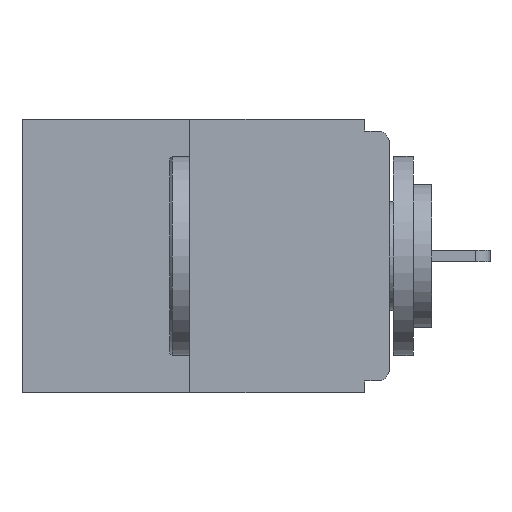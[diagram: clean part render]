
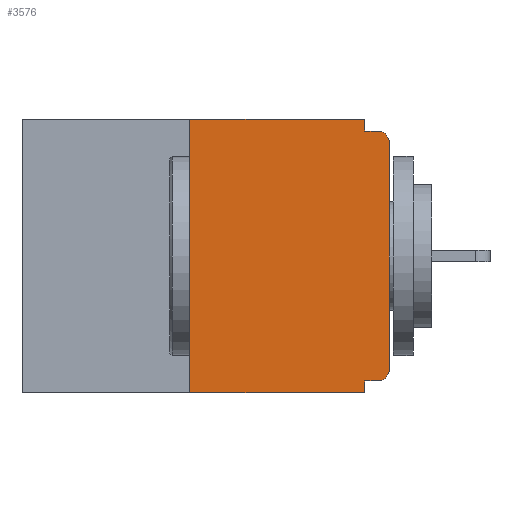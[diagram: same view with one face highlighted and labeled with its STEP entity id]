
A CAD part, left-side view. The second image highlights one B-rep face of the part: STEP entity #3576.
In plain terms, the highlighted planar face has unit normal (-1, 0, 0).
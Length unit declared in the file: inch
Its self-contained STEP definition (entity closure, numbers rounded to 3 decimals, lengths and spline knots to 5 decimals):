
#44 = VERTEX_POINT ( 'NONE', #3495 ) ;
#148 = ORIENTED_EDGE ( 'NONE', *, *, #2457, .F. ) ;
#193 = ORIENTED_EDGE ( 'NONE', *, *, #1648, .F. ) ;
#252 = ORIENTED_EDGE ( 'NONE', *, *, #1256, .T. ) ;
#465 = ORIENTED_EDGE ( 'NONE', *, *, #10975, .T. ) ;
#548 = ORIENTED_EDGE ( 'NONE', *, *, #4969, .T. ) ;
#833 = VECTOR ( 'NONE', #3799, 39.37008 ) ;
#846 = LINE ( 'NONE', #9695, #833 ) ;
#849 = ORIENTED_EDGE ( 'NONE', *, *, #2779, .F. ) ;
#865 = CARTESIAN_POINT ( 'NONE',  ( 0., 0.46, 0. ) ) ;
#924 = ORIENTED_EDGE ( 'NONE', *, *, #2414, .F. ) ;
#955 = ORIENTED_EDGE ( 'NONE', *, *, #2326, .T. ) ;
#1205 = ORIENTED_EDGE ( 'NONE', *, *, #2322, .F. ) ;
#1256 = EDGE_CURVE ( 'NONE', #7309, #7266, #8622, .T. ) ;
#1267 = ORIENTED_EDGE ( 'NONE', *, *, #1554, .F. ) ;
#1273 = AXIS2_PLACEMENT_3D ( 'NONE', #10133, #9180, #10401 ) ;
#1554 = EDGE_CURVE ( 'NONE', #5779, #5453, #6704, .T. ) ;
#1648 = EDGE_CURVE ( 'NONE', #44, #7266, #6176, .T. ) ;
#1817 = VERTEX_POINT ( 'NONE', #3934 ) ;
#1911 = DIRECTION ( 'NONE',  ( 0., -1., 0. ) ) ;
#2322 = EDGE_CURVE ( 'NONE', #6619, #5779, #3419, .T. ) ;
#2326 = EDGE_CURVE ( 'NONE', #6619, #10794, #3248, .T. ) ;
#2414 = EDGE_CURVE ( 'NONE', #2954, #10794, #2833, .T. ) ;
#2457 = EDGE_CURVE ( 'NONE', #5453, #44, #2656, .T. ) ;
#2460 = DIRECTION ( 'NONE',  ( -1., 0., 0. ) ) ;
#2656 = LINE ( 'NONE', #5804, #2796 ) ;
#2779 = EDGE_CURVE ( 'NONE', #9252, #2954, #846, .T. ) ;
#2796 = VECTOR ( 'NONE', #9063, 39.37008 ) ;
#2833 = LINE ( 'NONE', #5227, #2860 ) ;
#2860 = VECTOR ( 'NONE', #5506, 39.37008 ) ;
#2898 = CARTESIAN_POINT ( 'NONE',  ( 0., 0.015, -0.03 ) ) ;
#2954 = VERTEX_POINT ( 'NONE', #9112 ) ;
#3217 = VECTOR ( 'NONE', #10176, 39.37008 ) ;
#3236 = VECTOR ( 'NONE', #1911, 39.37008 ) ;
#3247 = VECTOR ( 'NONE', #5197, 39.37008 ) ;
#3248 = LINE ( 'NONE', #6580, #3236 ) ;
#3419 = LINE ( 'NONE', #5078, #3247 ) ;
#3495 = CARTESIAN_POINT ( 'NONE',  ( 0., 0.031, -0.015 ) ) ;
#3576 = ADVANCED_FACE ( 'NONE', ( #10741 ), #5361, .F. ) ;
#3677 = CARTESIAN_POINT ( 'NONE',  ( 0., 0., -0.015 ) ) ;
#3799 = DIRECTION ( 'NONE',  ( 0., 1., 0. ) ) ;
#3840 = LINE ( 'NONE', #10986, #3217 ) ;
#3904 = AXIS2_PLACEMENT_3D ( 'NONE', #865, #5956, #6085 ) ;
#3934 = CARTESIAN_POINT ( 'NONE',  ( 0., 0., -0.313 ) ) ;
#4285 = EDGE_LOOP ( 'NONE', ( #1267, #1205, #955, #924, #849, #548, #465, #252, #193, #148 ) ) ;
#4922 = CARTESIAN_POINT ( 'NONE',  ( 0., 0.25, 0. ) ) ;
#4969 = EDGE_CURVE ( 'NONE', #9252, #1817, #9088, .T. ) ;
#5078 = CARTESIAN_POINT ( 'NONE',  ( 0., 0.25, 0. ) ) ;
#5197 = DIRECTION ( 'NONE',  ( 0., 0., 1. ) ) ;
#5227 = CARTESIAN_POINT ( 'NONE',  ( 0., 0.031, -0.343 ) ) ;
#5361 = PLANE ( 'NONE',  #3904 ) ;
#5453 = VERTEX_POINT ( 'NONE', #7704 ) ;
#5506 = DIRECTION ( 'NONE',  ( 0., 0., -1. ) ) ;
#5779 = VERTEX_POINT ( 'NONE', #4922 ) ;
#5804 = CARTESIAN_POINT ( 'NONE',  ( 0., 0.031, 0. ) ) ;
#5956 = DIRECTION ( 'NONE',  ( 1., 0., 0. ) ) ;
#6021 = CARTESIAN_POINT ( 'NONE',  ( 0., 0.031, -0.343 ) ) ;
#6059 = VECTOR ( 'NONE', #7089, 39.37008 ) ;
#6085 = DIRECTION ( 'NONE',  ( 0., 0., -1. ) ) ;
#6176 = LINE ( 'NONE', #3677, #6059 ) ;
#6580 = CARTESIAN_POINT ( 'NONE',  ( 0., 0.46, -0.343 ) ) ;
#6591 = VECTOR ( 'NONE', #7427, 39.37008 ) ;
#6619 = VERTEX_POINT ( 'NONE', #7926 ) ;
#6704 = LINE ( 'NONE', #9974, #6591 ) ;
#7089 = DIRECTION ( 'NONE',  ( 0., -1., 0. ) ) ;
#7266 = VERTEX_POINT ( 'NONE', #10864 ) ;
#7309 = VERTEX_POINT ( 'NONE', #9792 ) ;
#7427 = DIRECTION ( 'NONE',  ( 0., -1., 0. ) ) ;
#7704 = CARTESIAN_POINT ( 'NONE',  ( 0., 0.031, 0. ) ) ;
#7926 = CARTESIAN_POINT ( 'NONE',  ( 0., 0.25, -0.343 ) ) ;
#8622 = CIRCLE ( 'NONE', #9863, 0.015 ) ;
#9063 = DIRECTION ( 'NONE',  ( 0., 0., -1. ) ) ;
#9088 = CIRCLE ( 'NONE', #1273, 0.015 ) ;
#9112 = CARTESIAN_POINT ( 'NONE',  ( 0., 0.031, -0.328 ) ) ;
#9180 = DIRECTION ( 'NONE',  ( -1., 0., 0. ) ) ;
#9252 = VERTEX_POINT ( 'NONE', #9901 ) ;
#9695 = CARTESIAN_POINT ( 'NONE',  ( 0., 0., -0.328 ) ) ;
#9792 = CARTESIAN_POINT ( 'NONE',  ( 0., 0., -0.03 ) ) ;
#9863 = AXIS2_PLACEMENT_3D ( 'NONE', #2898, #2460, #10128 ) ;
#9901 = CARTESIAN_POINT ( 'NONE',  ( 0., 0.015, -0.328 ) ) ;
#9974 = CARTESIAN_POINT ( 'NONE',  ( 0., 0.46, 0. ) ) ;
#10128 = DIRECTION ( 'NONE',  ( 0., 0., -1. ) ) ;
#10133 = CARTESIAN_POINT ( 'NONE',  ( 0., 0.015, -0.313 ) ) ;
#10176 = DIRECTION ( 'NONE',  ( 0., 0., 1. ) ) ;
#10401 = DIRECTION ( 'NONE',  ( 0., 0., -1. ) ) ;
#10741 = FACE_OUTER_BOUND ( 'NONE', #4285, .T. ) ;
#10794 = VERTEX_POINT ( 'NONE', #6021 ) ;
#10864 = CARTESIAN_POINT ( 'NONE',  ( 0., 0.015, -0.015 ) ) ;
#10975 = EDGE_CURVE ( 'NONE', #1817, #7309, #3840, .T. ) ;
#10986 = CARTESIAN_POINT ( 'NONE',  ( 0., 0., 0. ) ) ;
